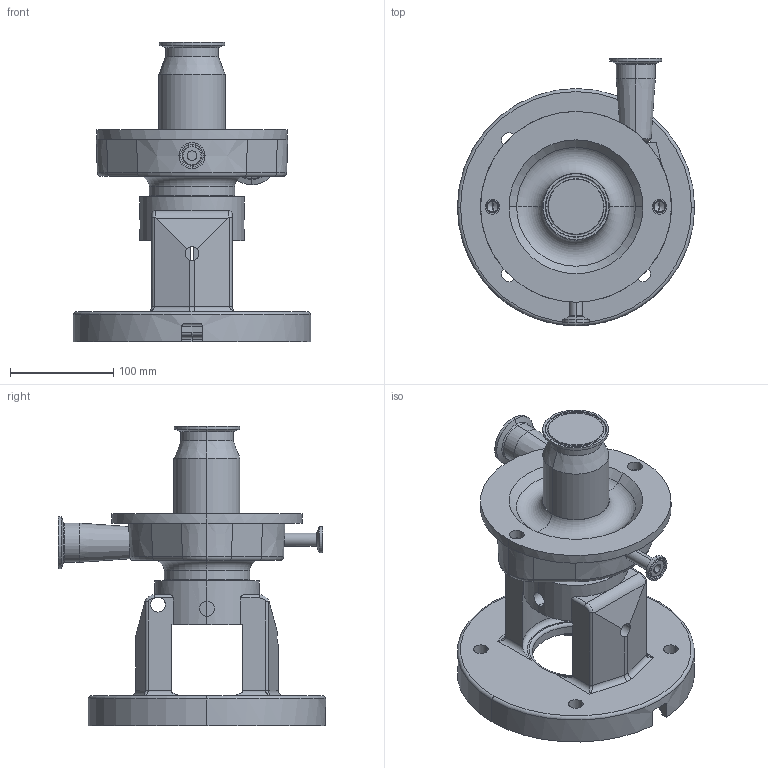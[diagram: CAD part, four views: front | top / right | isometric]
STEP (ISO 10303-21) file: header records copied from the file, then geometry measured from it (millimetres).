
FILE_DESCRIPTION (( 'STEP AP214' ), '1' );
FILE_NAME ('FPX 711-712 180TC VERT 1-2 In STRAIGHT DRAIN.STEP', '2022-12-16T20:13:18', ( '' ), ( '' ), 'SwSTEP 2.0', 'SolidWorks 2021', '' );
FILE_SCHEMA (( 'AUTOMOTIVE_DESIGN' ));
Length unit declared in the file: millimetre
Products named in the file (2): FPX 711-712 180TC VERT 1-2 In STRAIGHT DRAIN; FPX 710 180TC VERT 1-2 In STRAIGHT DRAIN^1275000075.STEP
Assembly tree (1 placements, depth 2):
  FPX 711-712 180TC VERT 1-2 In STRAIGHT DRAIN
    FPX 710 180TC VERT 1-2 In STRAIGHT DRAIN^1275000075.STEP
Bounding box: 230 x 259 x 290.5 mm (x, y, z)
Volume: 2390229.4 mm3; surface area: 325338.8 mm2
Topology: 1 solids, 2 shells, 382 faces, 923 edges, 541 vertices
Faces by surface type: cylinder 150, torus 95, plane 70, cone 45, bspline 14, sphere 8
Entity records: 18795 total; most frequent: CARTESIAN_POINT 9789, DIRECTION 2023, ORIENTED_EDGE 1818, EDGE_CURVE 909, AXIS2_PLACEMENT_3D 854, VERTEX_POINT 539, CIRCLE 482, EDGE_LOOP 416
